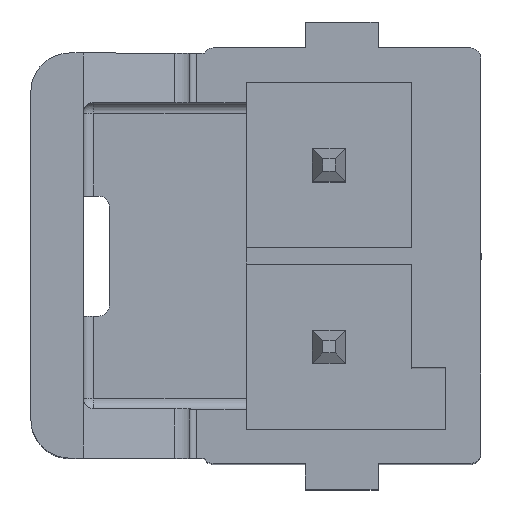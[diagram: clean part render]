
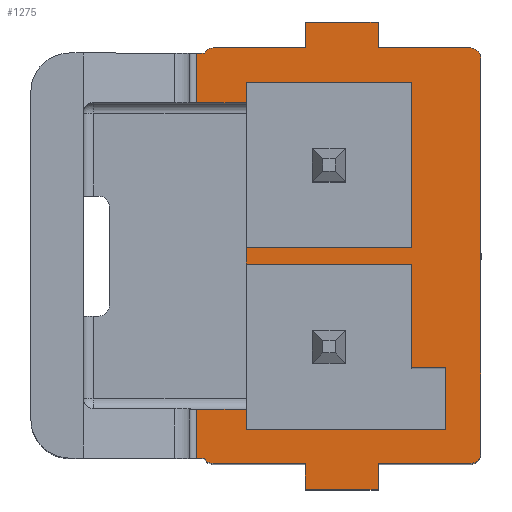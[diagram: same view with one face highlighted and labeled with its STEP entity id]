
A CAD part, top view. The second image highlights one B-rep face of the part: STEP entity #1275.
In plain terms, the highlighted planar face has unit normal (0, 0, 1).
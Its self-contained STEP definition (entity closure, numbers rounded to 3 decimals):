
#22 = VERTEX_POINT('',#23);
#23 = CARTESIAN_POINT('',(2.875,-5.55,11.8));
#31 = EDGE_CURVE('',#22,#32,#34,.T.);
#32 = VERTEX_POINT('',#33);
#33 = CARTESIAN_POINT('',(2.875,2.05,11.8));
#34 = LINE('',#35,#36);
#35 = CARTESIAN_POINT('',(2.875,-5.55,11.8));
#36 = VECTOR('',#37,1.);
#37 = DIRECTION('',(0.,1.,0.));
#128 = EDGE_CURVE('',#129,#22,#131,.T.);
#129 = VERTEX_POINT('',#130);
#130 = CARTESIAN_POINT('',(2.675,-5.75,11.8));
#131 = CIRCLE('',#132,0.2);
#132 = AXIS2_PLACEMENT_3D('',#133,#134,#135);
#133 = CARTESIAN_POINT('',(2.675,-5.55,11.8));
#134 = DIRECTION('',(0.,0.,1.));
#135 = DIRECTION('',(0.,-1.,0.));
#574 = VERTEX_POINT('',#575);
#575 = CARTESIAN_POINT('',(-2.275,-5.75,11.8));
#581 = EDGE_CURVE('',#582,#574,#584,.T.);
#582 = VERTEX_POINT('',#583);
#583 = CARTESIAN_POINT('',(-0.5,-5.75,11.8));
#584 = LINE('',#585,#586);
#585 = CARTESIAN_POINT('',(-0.5,-5.75,11.8));
#586 = VECTOR('',#587,1.);
#587 = DIRECTION('',(-1.,0.,0.));
#606 = VERTEX_POINT('',#607);
#607 = CARTESIAN_POINT('',(0.9,-5.75,11.8));
#613 = EDGE_CURVE('',#129,#606,#614,.T.);
#614 = LINE('',#615,#616);
#615 = CARTESIAN_POINT('',(2.675,-5.75,11.8));
#616 = VECTOR('',#617,1.);
#617 = DIRECTION('',(-1.,0.,0.));
#1193 = VERTEX_POINT('',#1194);
#1194 = CARTESIAN_POINT('',(2.675,2.25,11.8));
#1200 = EDGE_CURVE('',#1193,#1201,#1203,.T.);
#1201 = VERTEX_POINT('',#1202);
#1202 = CARTESIAN_POINT('',(0.9,2.25,11.8));
#1203 = LINE('',#1204,#1205);
#1204 = CARTESIAN_POINT('',(2.675,2.25,11.8));
#1205 = VECTOR('',#1206,1.);
#1206 = DIRECTION('',(-1.,0.,0.));
#1225 = VERTEX_POINT('',#1226);
#1226 = CARTESIAN_POINT('',(-0.5,2.25,11.8));
#1232 = EDGE_CURVE('',#1225,#1233,#1235,.T.);
#1233 = VERTEX_POINT('',#1234);
#1234 = CARTESIAN_POINT('',(-2.275,2.25,11.8));
#1235 = LINE('',#1236,#1237);
#1236 = CARTESIAN_POINT('',(-0.5,2.25,11.8));
#1237 = VECTOR('',#1238,1.);
#1238 = DIRECTION('',(-1.,0.,0.));
#1264 = EDGE_CURVE('',#32,#1193,#1265,.T.);
#1265 = CIRCLE('',#1266,0.2);
#1266 = AXIS2_PLACEMENT_3D('',#1267,#1268,#1269);
#1267 = CARTESIAN_POINT('',(2.675,2.05,11.8));
#1268 = DIRECTION('',(-0.,0.,1.));
#1269 = DIRECTION('',(1.,0.,0.));
#1275 = ADVANCED_FACE('',(#1276),#1481,.T.);
#1276 = FACE_BOUND('',#1277,.F.);
#1277 = EDGE_LOOP('',(#1278,#1279,#1280,#1288,#1296,#1302,#1303,#1312,
    #1320,#1328,#1336,#1344,#1352,#1360,#1368,#1376,#1384,#1392,#1400,
    #1408,#1416,#1424,#1432,#1440,#1448,#1455,#1456,#1464,#1472,#1478,
    #1479,#1480));
#1278 = ORIENTED_EDGE('',*,*,#128,.F.);
#1279 = ORIENTED_EDGE('',*,*,#613,.T.);
#1280 = ORIENTED_EDGE('',*,*,#1281,.F.);
#1281 = EDGE_CURVE('',#1282,#606,#1284,.T.);
#1282 = VERTEX_POINT('',#1283);
#1283 = CARTESIAN_POINT('',(0.9,-6.25,11.8));
#1284 = LINE('',#1285,#1286);
#1285 = CARTESIAN_POINT('',(0.9,-6.25,11.8));
#1286 = VECTOR('',#1287,1.);
#1287 = DIRECTION('',(0.,1.,0.));
#1288 = ORIENTED_EDGE('',*,*,#1289,.F.);
#1289 = EDGE_CURVE('',#1290,#1282,#1292,.T.);
#1290 = VERTEX_POINT('',#1291);
#1291 = CARTESIAN_POINT('',(-0.5,-6.25,11.8));
#1292 = LINE('',#1293,#1294);
#1293 = CARTESIAN_POINT('',(-0.5,-6.25,11.8));
#1294 = VECTOR('',#1295,1.);
#1295 = DIRECTION('',(1.,0.,0.));
#1296 = ORIENTED_EDGE('',*,*,#1297,.F.);
#1297 = EDGE_CURVE('',#582,#1290,#1298,.T.);
#1298 = LINE('',#1299,#1300);
#1299 = CARTESIAN_POINT('',(-0.5,-5.75,11.8));
#1300 = VECTOR('',#1301,1.);
#1301 = DIRECTION('',(0.,-1.,0.));
#1302 = ORIENTED_EDGE('',*,*,#581,.T.);
#1303 = ORIENTED_EDGE('',*,*,#1304,.F.);
#1304 = EDGE_CURVE('',#1305,#574,#1307,.T.);
#1305 = VERTEX_POINT('',#1306);
#1306 = CARTESIAN_POINT('',(-2.448,-5.65,11.8));
#1307 = CIRCLE('',#1308,0.2);
#1308 = AXIS2_PLACEMENT_3D('',#1309,#1310,#1311);
#1309 = CARTESIAN_POINT('',(-2.275,-5.55,11.8));
#1310 = DIRECTION('',(0.,0.,1.));
#1311 = DIRECTION('',(-0.866,-0.5,0.));
#1312 = ORIENTED_EDGE('',*,*,#1313,.F.);
#1313 = EDGE_CURVE('',#1314,#1305,#1316,.T.);
#1314 = VERTEX_POINT('',#1315);
#1315 = CARTESIAN_POINT('',(-2.595,-5.65,11.8));
#1316 = LINE('',#1317,#1318);
#1317 = CARTESIAN_POINT('',(-2.595,-5.65,11.8));
#1318 = VECTOR('',#1319,1.);
#1319 = DIRECTION('',(1.,0.,0.));
#1320 = ORIENTED_EDGE('',*,*,#1321,.T.);
#1321 = EDGE_CURVE('',#1314,#1322,#1324,.T.);
#1322 = VERTEX_POINT('',#1323);
#1323 = CARTESIAN_POINT('',(-2.595,-4.7,11.8));
#1324 = LINE('',#1325,#1326);
#1325 = CARTESIAN_POINT('',(-2.595,-5.65,11.8));
#1326 = VECTOR('',#1327,1.);
#1327 = DIRECTION('',(0.,1.,0.));
#1328 = ORIENTED_EDGE('',*,*,#1329,.T.);
#1329 = EDGE_CURVE('',#1322,#1330,#1332,.T.);
#1330 = VERTEX_POINT('',#1331);
#1331 = CARTESIAN_POINT('',(-1.635,-4.7,11.8));
#1332 = LINE('',#1333,#1334);
#1333 = CARTESIAN_POINT('',(-2.595,-4.7,11.8));
#1334 = VECTOR('',#1335,1.);
#1335 = DIRECTION('',(1.,0.,0.));
#1336 = ORIENTED_EDGE('',*,*,#1337,.T.);
#1337 = EDGE_CURVE('',#1330,#1338,#1340,.T.);
#1338 = VERTEX_POINT('',#1339);
#1339 = CARTESIAN_POINT('',(-1.635,-5.09,11.8));
#1340 = LINE('',#1341,#1342);
#1341 = CARTESIAN_POINT('',(-1.635,-4.7,11.8));
#1342 = VECTOR('',#1343,1.);
#1343 = DIRECTION('',(0.,-1.,0.));
#1344 = ORIENTED_EDGE('',*,*,#1345,.F.);
#1345 = EDGE_CURVE('',#1346,#1338,#1348,.T.);
#1346 = VERTEX_POINT('',#1347);
#1347 = CARTESIAN_POINT('',(2.205,-5.09,11.8));
#1348 = LINE('',#1349,#1350);
#1349 = CARTESIAN_POINT('',(2.205,-5.09,11.8));
#1350 = VECTOR('',#1351,1.);
#1351 = DIRECTION('',(-1.,0.,0.));
#1352 = ORIENTED_EDGE('',*,*,#1353,.T.);
#1353 = EDGE_CURVE('',#1346,#1354,#1356,.T.);
#1354 = VERTEX_POINT('',#1355);
#1355 = CARTESIAN_POINT('',(2.205,-3.91,11.8));
#1356 = LINE('',#1357,#1358);
#1357 = CARTESIAN_POINT('',(2.205,-5.09,11.8));
#1358 = VECTOR('',#1359,1.);
#1359 = DIRECTION('',(0.,1.,0.));
#1360 = ORIENTED_EDGE('',*,*,#1361,.T.);
#1361 = EDGE_CURVE('',#1354,#1362,#1364,.T.);
#1362 = VERTEX_POINT('',#1363);
#1363 = CARTESIAN_POINT('',(1.545,-3.91,11.8));
#1364 = LINE('',#1365,#1366);
#1365 = CARTESIAN_POINT('',(2.205,-3.91,11.8));
#1366 = VECTOR('',#1367,1.);
#1367 = DIRECTION('',(-1.,0.,0.));
#1368 = ORIENTED_EDGE('',*,*,#1369,.T.);
#1369 = EDGE_CURVE('',#1362,#1370,#1372,.T.);
#1370 = VERTEX_POINT('',#1371);
#1371 = CARTESIAN_POINT('',(1.545,-1.91,11.8));
#1372 = LINE('',#1373,#1374);
#1373 = CARTESIAN_POINT('',(1.545,-3.91,11.8));
#1374 = VECTOR('',#1375,1.);
#1375 = DIRECTION('',(0.,1.,0.));
#1376 = ORIENTED_EDGE('',*,*,#1377,.T.);
#1377 = EDGE_CURVE('',#1370,#1378,#1380,.T.);
#1378 = VERTEX_POINT('',#1379);
#1379 = CARTESIAN_POINT('',(-1.635,-1.91,11.8));
#1380 = LINE('',#1381,#1382);
#1381 = CARTESIAN_POINT('',(1.545,-1.91,11.8));
#1382 = VECTOR('',#1383,1.);
#1383 = DIRECTION('',(-1.,0.,0.));
#1384 = ORIENTED_EDGE('',*,*,#1385,.T.);
#1385 = EDGE_CURVE('',#1378,#1386,#1388,.T.);
#1386 = VERTEX_POINT('',#1387);
#1387 = CARTESIAN_POINT('',(-1.635,-1.59,11.8));
#1388 = LINE('',#1389,#1390);
#1389 = CARTESIAN_POINT('',(-1.635,-1.91,11.8));
#1390 = VECTOR('',#1391,1.);
#1391 = DIRECTION('',(0.,1.,0.));
#1392 = ORIENTED_EDGE('',*,*,#1393,.T.);
#1393 = EDGE_CURVE('',#1386,#1394,#1396,.T.);
#1394 = VERTEX_POINT('',#1395);
#1395 = CARTESIAN_POINT('',(1.545,-1.59,11.8));
#1396 = LINE('',#1397,#1398);
#1397 = CARTESIAN_POINT('',(-1.635,-1.59,11.8));
#1398 = VECTOR('',#1399,1.);
#1399 = DIRECTION('',(1.,0.,0.));
#1400 = ORIENTED_EDGE('',*,*,#1401,.T.);
#1401 = EDGE_CURVE('',#1394,#1402,#1404,.T.);
#1402 = VERTEX_POINT('',#1403);
#1403 = CARTESIAN_POINT('',(1.545,1.59,11.8));
#1404 = LINE('',#1405,#1406);
#1405 = CARTESIAN_POINT('',(1.545,-1.59,11.8));
#1406 = VECTOR('',#1407,1.);
#1407 = DIRECTION('',(0.,1.,0.));
#1408 = ORIENTED_EDGE('',*,*,#1409,.T.);
#1409 = EDGE_CURVE('',#1402,#1410,#1412,.T.);
#1410 = VERTEX_POINT('',#1411);
#1411 = CARTESIAN_POINT('',(-1.635,1.59,11.8));
#1412 = LINE('',#1413,#1414);
#1413 = CARTESIAN_POINT('',(1.545,1.59,11.8));
#1414 = VECTOR('',#1415,1.);
#1415 = DIRECTION('',(-1.,0.,0.));
#1416 = ORIENTED_EDGE('',*,*,#1417,.T.);
#1417 = EDGE_CURVE('',#1410,#1418,#1420,.T.);
#1418 = VERTEX_POINT('',#1419);
#1419 = CARTESIAN_POINT('',(-1.635,1.2,11.8));
#1420 = LINE('',#1421,#1422);
#1421 = CARTESIAN_POINT('',(-1.635,1.59,11.8));
#1422 = VECTOR('',#1423,1.);
#1423 = DIRECTION('',(0.,-1.,0.));
#1424 = ORIENTED_EDGE('',*,*,#1425,.F.);
#1425 = EDGE_CURVE('',#1426,#1418,#1428,.T.);
#1426 = VERTEX_POINT('',#1427);
#1427 = CARTESIAN_POINT('',(-2.595,1.2,11.8));
#1428 = LINE('',#1429,#1430);
#1429 = CARTESIAN_POINT('',(-2.595,1.2,11.8));
#1430 = VECTOR('',#1431,1.);
#1431 = DIRECTION('',(1.,0.,0.));
#1432 = ORIENTED_EDGE('',*,*,#1433,.T.);
#1433 = EDGE_CURVE('',#1426,#1434,#1436,.T.);
#1434 = VERTEX_POINT('',#1435);
#1435 = CARTESIAN_POINT('',(-2.595,2.15,11.8));
#1436 = LINE('',#1437,#1438);
#1437 = CARTESIAN_POINT('',(-2.595,1.2,11.8));
#1438 = VECTOR('',#1439,1.);
#1439 = DIRECTION('',(0.,1.,0.));
#1440 = ORIENTED_EDGE('',*,*,#1441,.F.);
#1441 = EDGE_CURVE('',#1442,#1434,#1444,.T.);
#1442 = VERTEX_POINT('',#1443);
#1443 = CARTESIAN_POINT('',(-2.448,2.15,11.8));
#1444 = LINE('',#1445,#1446);
#1445 = CARTESIAN_POINT('',(-2.448,2.15,11.8));
#1446 = VECTOR('',#1447,1.);
#1447 = DIRECTION('',(-1.,0.,0.));
#1448 = ORIENTED_EDGE('',*,*,#1449,.F.);
#1449 = EDGE_CURVE('',#1233,#1442,#1450,.T.);
#1450 = CIRCLE('',#1451,0.2);
#1451 = AXIS2_PLACEMENT_3D('',#1452,#1453,#1454);
#1452 = CARTESIAN_POINT('',(-2.275,2.05,11.8));
#1453 = DIRECTION('',(0.,-0.,1.));
#1454 = DIRECTION('',(0.,1.,0.));
#1455 = ORIENTED_EDGE('',*,*,#1232,.F.);
#1456 = ORIENTED_EDGE('',*,*,#1457,.F.);
#1457 = EDGE_CURVE('',#1458,#1225,#1460,.T.);
#1458 = VERTEX_POINT('',#1459);
#1459 = CARTESIAN_POINT('',(-0.5,2.75,11.8));
#1460 = LINE('',#1461,#1462);
#1461 = CARTESIAN_POINT('',(-0.5,2.75,11.8));
#1462 = VECTOR('',#1463,1.);
#1463 = DIRECTION('',(0.,-1.,0.));
#1464 = ORIENTED_EDGE('',*,*,#1465,.F.);
#1465 = EDGE_CURVE('',#1466,#1458,#1468,.T.);
#1466 = VERTEX_POINT('',#1467);
#1467 = CARTESIAN_POINT('',(0.9,2.75,11.8));
#1468 = LINE('',#1469,#1470);
#1469 = CARTESIAN_POINT('',(0.9,2.75,11.8));
#1470 = VECTOR('',#1471,1.);
#1471 = DIRECTION('',(-1.,0.,0.));
#1472 = ORIENTED_EDGE('',*,*,#1473,.F.);
#1473 = EDGE_CURVE('',#1201,#1466,#1474,.T.);
#1474 = LINE('',#1475,#1476);
#1475 = CARTESIAN_POINT('',(0.9,2.25,11.8));
#1476 = VECTOR('',#1477,1.);
#1477 = DIRECTION('',(0.,1.,0.));
#1478 = ORIENTED_EDGE('',*,*,#1200,.F.);
#1479 = ORIENTED_EDGE('',*,*,#1264,.F.);
#1480 = ORIENTED_EDGE('',*,*,#31,.F.);
#1481 = PLANE('',#1482);
#1482 = AXIS2_PLACEMENT_3D('',#1483,#1484,#1485);
#1483 = CARTESIAN_POINT('',(2.875,-5.75,11.8));
#1484 = DIRECTION('',(0.,0.,1.));
#1485 = DIRECTION('',(0.,1.,0.));
